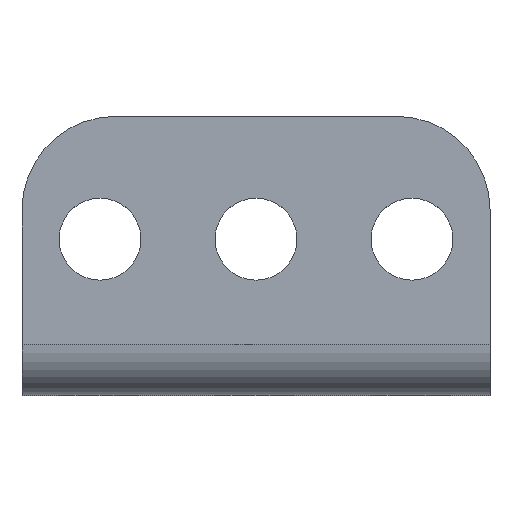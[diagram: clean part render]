
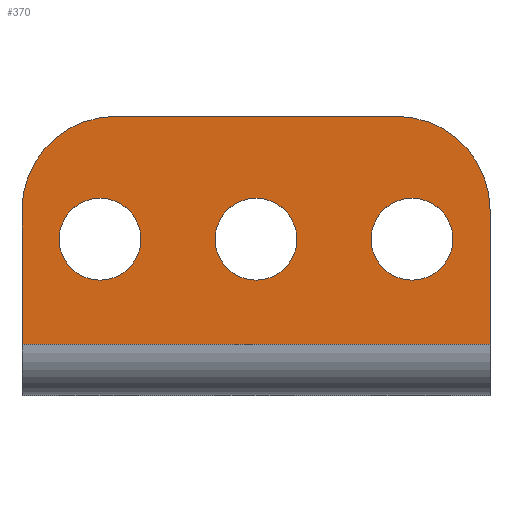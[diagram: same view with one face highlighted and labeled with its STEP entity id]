
A CAD part, top view. The second image highlights one B-rep face of the part: STEP entity #370.
In plain terms, the highlighted planar face has unit normal (0, 0, 1).
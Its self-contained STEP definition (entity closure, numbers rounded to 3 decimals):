
#36=FACE_BOUND('',#82,.T.);
#37=FACE_BOUND('',#83,.T.);
#38=FACE_BOUND('',#84,.T.);
#52=FACE_OUTER_BOUND('',#81,.T.);
#81=EDGE_LOOP('',(#310,#311,#312,#313,#314,#315));
#82=EDGE_LOOP('',(#316));
#83=EDGE_LOOP('',(#317));
#84=EDGE_LOOP('',(#318));
#122=CIRCLE('',#412,4.8);
#123=CIRCLE('',#413,4.8);
#124=CIRCLE('',#414,2.1);
#125=CIRCLE('',#415,2.1);
#126=CIRCLE('',#416,2.1);
#132=LINE('',#560,#156);
#134=LINE('',#566,#158);
#149=LINE('',#625,#173);
#150=LINE('',#629,#174);
#156=VECTOR('',#442,6.9);
#158=VECTOR('',#446,6.9);
#173=VECTOR('',#505,14.4);
#174=VECTOR('',#512,24.);
#175=VERTEX_POINT('',#545);
#182=VERTEX_POINT('',#558);
#184=VERTEX_POINT('',#563);
#185=VERTEX_POINT('',#565);
#206=VERTEX_POINT('',#621);
#207=VERTEX_POINT('',#623);
#208=VERTEX_POINT('',#630);
#209=VERTEX_POINT('',#632);
#210=VERTEX_POINT('',#634);
#218=EDGE_CURVE('',#175,#182,#132,.T.);
#220=EDGE_CURVE('',#184,#185,#134,.T.);
#252=EDGE_CURVE('',#207,#206,#149,.T.);
#253=EDGE_CURVE('',#184,#206,#122,.T.);
#254=EDGE_CURVE('',#207,#175,#123,.T.);
#255=EDGE_CURVE('',#185,#182,#150,.T.);
#256=EDGE_CURVE('',#208,#208,#124,.T.);
#257=EDGE_CURVE('',#209,#209,#125,.T.);
#258=EDGE_CURVE('',#210,#210,#126,.T.);
#310=ORIENTED_EDGE('',*,*,#253,.T.);
#311=ORIENTED_EDGE('',*,*,#252,.F.);
#312=ORIENTED_EDGE('',*,*,#254,.T.);
#313=ORIENTED_EDGE('',*,*,#218,.T.);
#314=ORIENTED_EDGE('',*,*,#255,.F.);
#315=ORIENTED_EDGE('',*,*,#220,.F.);
#316=ORIENTED_EDGE('',*,*,#256,.T.);
#317=ORIENTED_EDGE('',*,*,#257,.T.);
#318=ORIENTED_EDGE('',*,*,#258,.T.);
#362=PLANE('',#411);
#370=ADVANCED_FACE('',(#52,#36,#37,#38),#362,.T.);
#411=AXIS2_PLACEMENT_3D('',#626,#506,#507);
#412=AXIS2_PLACEMENT_3D('',#627,#508,#509);
#413=AXIS2_PLACEMENT_3D('',#628,#510,#511);
#414=AXIS2_PLACEMENT_3D('',#631,#513,#514);
#415=AXIS2_PLACEMENT_3D('',#633,#515,#516);
#416=AXIS2_PLACEMENT_3D('',#635,#517,#518);
#442=DIRECTION('',(0.,-1.,0.));
#446=DIRECTION('',(0.,-1.,0.));
#505=DIRECTION('',(1.,0.,0.));
#506=DIRECTION('center_axis',(0.,0.,1.));
#507=DIRECTION('ref_axis',(1.,0.,0.));
#508=DIRECTION('center_axis',(0.,0.,1.));
#509=DIRECTION('ref_axis',(1.,0.,0.));
#510=DIRECTION('center_axis',(0.,0.,1.));
#511=DIRECTION('ref_axis',(0.,1.,0.));
#512=DIRECTION('',(-1.,0.,0.));
#513=DIRECTION('center_axis',(0.,0.,-1.));
#514=DIRECTION('ref_axis',(-1.,0.,0.));
#515=DIRECTION('center_axis',(0.,0.,-1.));
#516=DIRECTION('ref_axis',(-1.,0.,0.));
#517=DIRECTION('center_axis',(0.,0.,-1.));
#518=DIRECTION('ref_axis',(-1.,0.,0.));
#545=CARTESIAN_POINT('',(-12.,9.5,0.));
#558=CARTESIAN_POINT('',(-12.,2.6,0.));
#560=CARTESIAN_POINT('',(-12.,9.5,0.));
#563=CARTESIAN_POINT('',(12.,9.5,0.));
#565=CARTESIAN_POINT('',(12.,2.6,0.));
#566=CARTESIAN_POINT('',(12.,9.5,0.));
#621=CARTESIAN_POINT('',(7.2,14.3,0.));
#623=CARTESIAN_POINT('',(-7.2,14.3,0.));
#625=CARTESIAN_POINT('',(-7.2,14.3,0.));
#626=CARTESIAN_POINT('Origin',(-12.,14.3,0.));
#627=CARTESIAN_POINT('Origin',(7.2,9.5,0.));
#628=CARTESIAN_POINT('Origin',(-7.2,9.5,0.));
#629=CARTESIAN_POINT('',(12.,2.6,0.));
#630=CARTESIAN_POINT('',(10.1,8.,0.));
#631=CARTESIAN_POINT('Origin',(8.,8.,0.));
#632=CARTESIAN_POINT('',(2.1,8.,0.));
#633=CARTESIAN_POINT('Origin',(0.,8.,0.));
#634=CARTESIAN_POINT('',(-5.9,8.,0.));
#635=CARTESIAN_POINT('Origin',(-8.,8.,0.));
